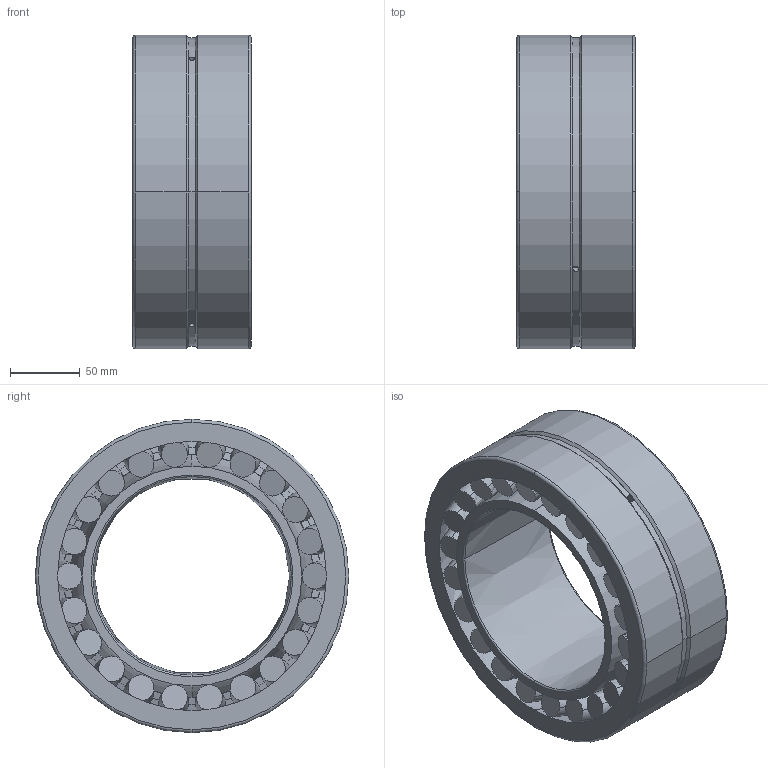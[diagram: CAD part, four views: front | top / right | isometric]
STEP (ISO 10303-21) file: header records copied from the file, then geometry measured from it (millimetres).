
FILE_DESCRIPTION(('STEP AP214'),'1');
FILE_NAME('00131177.stp','2026-02-18T12:19:33',('TraceParts'),('TraceParts S.A.S.'),'Spatial InterOp 3D',' ',' ');
FILE_SCHEMA(('AUTOMOTIVE_DESIGN { 1 0 10303 214 1 1 1 1 }'));
Length unit declared in the file: millimetre
Products named in the file (1): 1
Bounding box: 85 x 225 x 225 mm (x, y, z)
Volume: 1520538.4 mm3; surface area: 348576.8 mm2
Topology: 4 solids, 4 shells, 314 faces, 779 edges, 550 vertices
Faces by surface type: torus 198, plane 92, cylinder 16, cone 6, sphere 2
Entity records: 15033 total; most frequent: CARTESIAN_POINT 7464, DIRECTION 1621, ORIENTED_EDGE 1550, AXIS2_PLACEMENT_3D 801, EDGE_CURVE 775, VERTEX_POINT 550, CIRCLE 483, EDGE_LOOP 409
